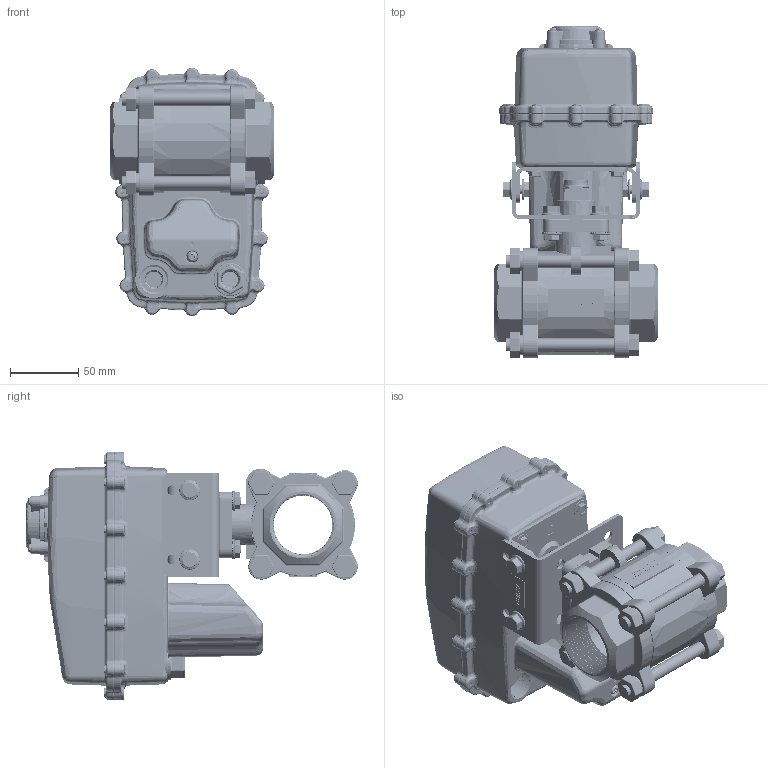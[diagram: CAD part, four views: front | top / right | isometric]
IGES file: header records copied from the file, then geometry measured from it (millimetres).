
Start section: SolidWorks IGES file using analytic representation for surfaces
Global section: file name: 70212001.IGS; native system: SolidWorks 2019; preprocessor: SolidWorks 2019; author: tmott; date: 210426.161334; units: inch
Bounding box: 120.9 x 243.3 x 182.34 mm (x, y, z)
Surface area: 361066.7 mm2 (no closed solid volume)
Topology: 0 solids, 0 shells, 9638 faces, 84469 edges, 84343 vertices
Faces by surface type: bspline 6292, revolution 3346
